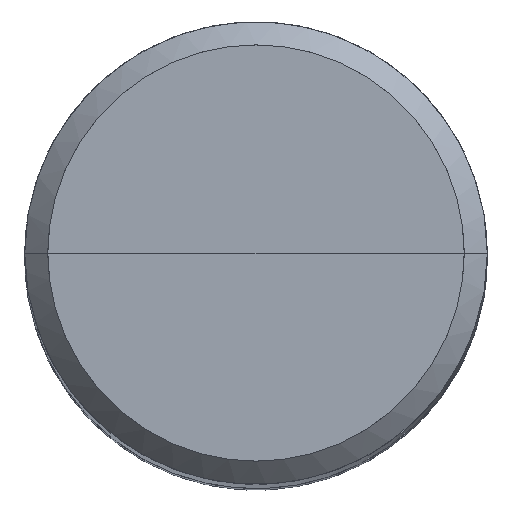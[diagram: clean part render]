
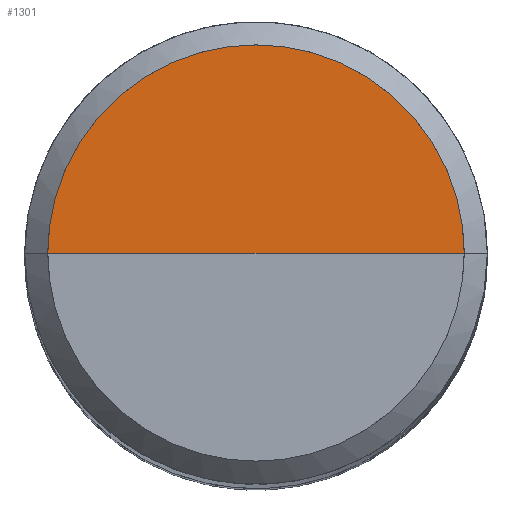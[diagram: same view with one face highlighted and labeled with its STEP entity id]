
A CAD part, top view. The second image highlights one B-rep face of the part: STEP entity #1301.
In plain terms, the highlighted free-form (B-spline) face has degree [1, 2] with [2, 5] control points.
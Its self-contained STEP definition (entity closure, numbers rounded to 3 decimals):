
#1080=CARTESIAN_POINT('',(4.5,0.0,48.0));
#1081=CARTESIAN_POINT('',(4.5,4.5,48.0));
#1082=CARTESIAN_POINT('',(0.0,4.5,48.0));
#1083=CARTESIAN_POINT('',(-4.5,4.5,48.0));
#1084=CARTESIAN_POINT('',(-4.5,0.0,48.0));
#1085=CARTESIAN_POINT('',(0.0,0.0,48.0));
#1286=(
BOUNDED_SURFACE()
B_SPLINE_SURFACE(1,2,(
(#1080,#1081,#1082,#1083,#1084),
(#1085,#1085,#1085,#1085,#1085)
), .UNSPECIFIED.,.F.,.F.,.F.)
B_SPLINE_SURFACE_WITH_KNOTS((2,2),(3,2,3),(
0.0,1.0),(
0.0,0.5,1.0), .UNSPECIFIED.)
GEOMETRIC_REPRESENTATION_ITEM()
RATIONAL_B_SPLINE_SURFACE(((1.0,0.707,1.0,0.707,1.0),
(1.0,0.707,1.0,0.707,1.0)
))
REPRESENTATION_ITEM('')
SURFACE()
);
#1287=(
BOUNDED_CURVE()
B_SPLINE_CURVE(2,(#1084,#1083,#1082,#1081,#1080),.UNSPECIFIED.,.F.,.F.)
B_SPLINE_CURVE_WITH_KNOTS((3,2,3),
(0.0,0.5,1.0),.UNSPECIFIED.)
CURVE()
GEOMETRIC_REPRESENTATION_ITEM()
RATIONAL_B_SPLINE_CURVE((1.0,0.707,1.0,0.707,1.0))
REPRESENTATION_ITEM('')
);
#1288=(
BOUNDED_CURVE()
B_SPLINE_CURVE(1,(#1080,#1085),.UNSPECIFIED.,.F.,.F.)
B_SPLINE_CURVE_WITH_KNOTS((2,2),
(0.0,1.0),.UNSPECIFIED.)
CURVE()
GEOMETRIC_REPRESENTATION_ITEM()
RATIONAL_B_SPLINE_CURVE((1.0,1.0))
REPRESENTATION_ITEM('')
);
#1289=(
BOUNDED_CURVE()
B_SPLINE_CURVE(1,(#1085,#1084),.UNSPECIFIED.,.F.,.F.)
B_SPLINE_CURVE_WITH_KNOTS((2,2),
(0.0,1.0),.UNSPECIFIED.)
CURVE()
GEOMETRIC_REPRESENTATION_ITEM()
RATIONAL_B_SPLINE_CURVE((1.0,1.0))
REPRESENTATION_ITEM('')
);
#1290=VERTEX_POINT('',#1080);
#1291=VERTEX_POINT('',#1084);
#1292=VERTEX_POINT('',#1085);
#1293=EDGE_CURVE('',#1291,#1290,#1287,.T.);
#1294=EDGE_CURVE('',#1290,#1292,#1288,.T.);
#1295=EDGE_CURVE('',#1292,#1291,#1289,.T.);
#1296=ORIENTED_EDGE('',*,*,#1293,.T.);
#1297=ORIENTED_EDGE('',*,*,#1294,.T.);
#1298=ORIENTED_EDGE('',*,*,#1295,.T.);
#1299=EDGE_LOOP('',(#1296,#1297,#1298));
#1300=FACE_OUTER_BOUND('',#1299,.T.);
#1301=ADVANCED_FACE('',(#1300),#1286,.T.);
